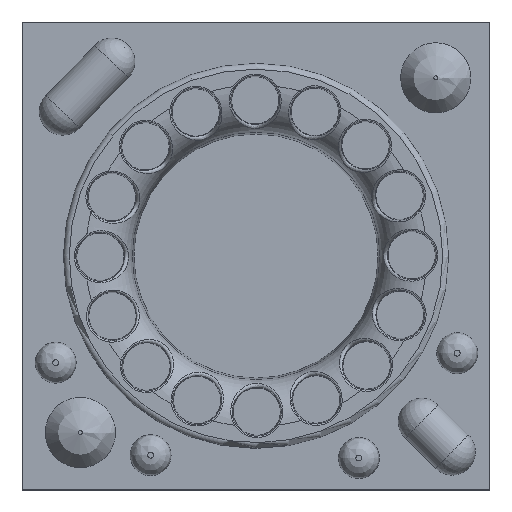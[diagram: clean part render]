
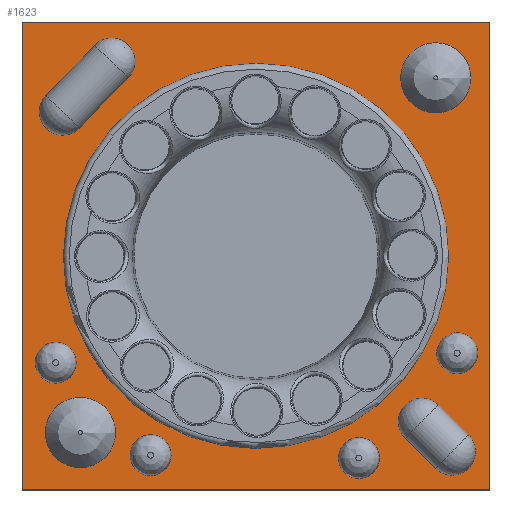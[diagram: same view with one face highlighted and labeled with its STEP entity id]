
A CAD part, top view. The second image highlights one B-rep face of the part: STEP entity #1623.
In plain terms, the highlighted planar face has unit normal (0, 0, 1).
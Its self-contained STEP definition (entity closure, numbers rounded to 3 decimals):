
#35=FACE_BOUND('',#362,.T.);
#36=FACE_BOUND('',#363,.T.);
#37=FACE_BOUND('',#364,.T.);
#38=FACE_BOUND('',#365,.T.);
#39=FACE_BOUND('',#366,.T.);
#40=FACE_BOUND('',#367,.T.);
#41=FACE_BOUND('',#368,.T.);
#42=FACE_BOUND('',#369,.T.);
#43=FACE_BOUND('',#370,.T.);
#67=PLANE('',#1880);
#261=FACE_OUTER_BOUND('',#361,.T.);
#361=EDGE_LOOP('',(#1480,#1481,#1482,#1483));
#362=EDGE_LOOP('',(#1484));
#363=EDGE_LOOP('',(#1485,#1486,#1487,#1488,#1489));
#364=EDGE_LOOP('',(#1490,#1491,#1492,#1493,#1494));
#365=EDGE_LOOP('',(#1495));
#366=EDGE_LOOP('',(#1496,#1497));
#367=EDGE_LOOP('',(#1498));
#368=EDGE_LOOP('',(#1499,#1500));
#369=EDGE_LOOP('',(#1501));
#370=EDGE_LOOP('',(#1502,#1503));
#399=LINE('',#6008,#437);
#400=LINE('',#6013,#438);
#401=LINE('',#6027,#439);
#402=LINE('',#6030,#440);
#403=LINE('',#6042,#441);
#404=LINE('',#6044,#442);
#405=LINE('',#6046,#443);
#406=LINE('',#6047,#444);
#437=VECTOR('',#2351,10.);
#438=VECTOR('',#2356,10.);
#439=VECTOR('',#2373,10.);
#440=VECTOR('',#2376,10.);
#441=VECTOR('',#2391,10.);
#442=VECTOR('',#2392,10.);
#443=VECTOR('',#2393,10.);
#444=VECTOR('',#2394,10.);
#578=CIRCLE('',#1808,32.926);
#579=CIRCLE('',#1809,32.926);
#582=CIRCLE('',#1828,6.);
#583=CIRCLE('',#1829,6.);
#586=CIRCLE('',#1833,6.);
#587=CIRCLE('',#1834,6.);
#591=CIRCLE('',#1840,3.5);
#595=CIRCLE('',#1846,3.5);
#599=CIRCLE('',#1852,3.5);
#603=CIRCLE('',#1858,3.5);
#608=CIRCLE('',#1866,4.);
#609=CIRCLE('',#1868,4.);
#611=CIRCLE('',#1870,4.);
#614=CIRCLE('',#1875,4.);
#615=CIRCLE('',#1877,4.);
#617=CIRCLE('',#1879,4.);
#739=VERTEX_POINT('',#5762);
#740=VERTEX_POINT('',#5764);
#742=VERTEX_POINT('',#5812);
#743=VERTEX_POINT('',#5814);
#745=VERTEX_POINT('',#5847);
#746=VERTEX_POINT('',#5849);
#749=VERTEX_POINT('',#5886);
#752=VERTEX_POINT('',#5923);
#755=VERTEX_POINT('',#5960);
#758=VERTEX_POINT('',#5997);
#759=VERTEX_POINT('',#6002);
#761=VERTEX_POINT('',#6005);
#762=VERTEX_POINT('',#6007);
#764=VERTEX_POINT('',#6011);
#765=VERTEX_POINT('',#6017);
#767=VERTEX_POINT('',#6023);
#768=VERTEX_POINT('',#6024);
#769=VERTEX_POINT('',#6026);
#770=VERTEX_POINT('',#6028);
#771=VERTEX_POINT('',#6034);
#773=VERTEX_POINT('',#6040);
#774=VERTEX_POINT('',#6041);
#775=VERTEX_POINT('',#6043);
#776=VERTEX_POINT('',#6045);
#969=EDGE_CURVE('',#740,#739,#578,.T.);
#970=EDGE_CURVE('',#739,#740,#579,.T.);
#973=EDGE_CURVE('',#743,#742,#582,.T.);
#974=EDGE_CURVE('',#742,#743,#583,.T.);
#977=EDGE_CURVE('',#746,#745,#586,.T.);
#978=EDGE_CURVE('',#745,#746,#587,.T.);
#983=EDGE_CURVE('',#749,#749,#591,.T.);
#988=EDGE_CURVE('',#752,#752,#595,.T.);
#993=EDGE_CURVE('',#755,#755,#599,.T.);
#998=EDGE_CURVE('',#758,#758,#603,.T.);
#1001=EDGE_CURVE('',#762,#761,#399,.T.);
#1004=EDGE_CURVE('',#759,#764,#400,.T.);
#1005=EDGE_CURVE('',#764,#762,#608,.T.);
#1006=EDGE_CURVE('',#765,#759,#609,.T.);
#1008=EDGE_CURVE('',#761,#765,#611,.T.);
#1010=EDGE_CURVE('',#769,#768,#401,.T.);
#1012=EDGE_CURVE('',#767,#770,#402,.T.);
#1013=EDGE_CURVE('',#770,#769,#614,.T.);
#1014=EDGE_CURVE('',#771,#767,#615,.T.);
#1016=EDGE_CURVE('',#768,#771,#617,.T.);
#1017=EDGE_CURVE('',#773,#774,#403,.T.);
#1018=EDGE_CURVE('',#774,#775,#404,.T.);
#1019=EDGE_CURVE('',#775,#776,#405,.T.);
#1020=EDGE_CURVE('',#776,#773,#406,.T.);
#1480=ORIENTED_EDGE('',*,*,#1017,.T.);
#1481=ORIENTED_EDGE('',*,*,#1018,.T.);
#1482=ORIENTED_EDGE('',*,*,#1019,.T.);
#1483=ORIENTED_EDGE('',*,*,#1020,.T.);
#1484=ORIENTED_EDGE('',*,*,#983,.T.);
#1485=ORIENTED_EDGE('',*,*,#1004,.T.);
#1486=ORIENTED_EDGE('',*,*,#1005,.T.);
#1487=ORIENTED_EDGE('',*,*,#1001,.T.);
#1488=ORIENTED_EDGE('',*,*,#1008,.T.);
#1489=ORIENTED_EDGE('',*,*,#1006,.T.);
#1490=ORIENTED_EDGE('',*,*,#1010,.T.);
#1491=ORIENTED_EDGE('',*,*,#1016,.T.);
#1492=ORIENTED_EDGE('',*,*,#1014,.T.);
#1493=ORIENTED_EDGE('',*,*,#1012,.T.);
#1494=ORIENTED_EDGE('',*,*,#1013,.T.);
#1495=ORIENTED_EDGE('',*,*,#993,.T.);
#1496=ORIENTED_EDGE('',*,*,#977,.T.);
#1497=ORIENTED_EDGE('',*,*,#978,.T.);
#1498=ORIENTED_EDGE('',*,*,#998,.T.);
#1499=ORIENTED_EDGE('',*,*,#973,.T.);
#1500=ORIENTED_EDGE('',*,*,#974,.T.);
#1501=ORIENTED_EDGE('',*,*,#988,.T.);
#1502=ORIENTED_EDGE('',*,*,#969,.T.);
#1503=ORIENTED_EDGE('',*,*,#970,.T.);
#1623=ADVANCED_FACE('',(#261,#35,#36,#37,#38,#39,#40,#41,#42,#43),#67,.T.);
#1808=AXIS2_PLACEMENT_3D('',#5765,#2237,#2238);
#1809=AXIS2_PLACEMENT_3D('',#5766,#2239,#2240);
#1828=AXIS2_PLACEMENT_3D('',#5815,#2277,#2278);
#1829=AXIS2_PLACEMENT_3D('',#5816,#2279,#2280);
#1833=AXIS2_PLACEMENT_3D('',#5850,#2287,#2288);
#1834=AXIS2_PLACEMENT_3D('',#5851,#2289,#2290);
#1840=AXIS2_PLACEMENT_3D('',#5888,#2302,#2303);
#1846=AXIS2_PLACEMENT_3D('',#5925,#2315,#2316);
#1852=AXIS2_PLACEMENT_3D('',#5962,#2328,#2329);
#1858=AXIS2_PLACEMENT_3D('',#5999,#2341,#2342);
#1866=AXIS2_PLACEMENT_3D('',#6015,#2359,#2360);
#1868=AXIS2_PLACEMENT_3D('',#6018,#2363,#2364);
#1870=AXIS2_PLACEMENT_3D('',#6021,#2367,#2368);
#1875=AXIS2_PLACEMENT_3D('',#6032,#2379,#2380);
#1877=AXIS2_PLACEMENT_3D('',#6035,#2383,#2384);
#1879=AXIS2_PLACEMENT_3D('',#6038,#2387,#2388);
#1880=AXIS2_PLACEMENT_3D('',#6039,#2389,#2390);
#2237=DIRECTION('center_axis',(0.,0.,
-1.));
#2238=DIRECTION('ref_axis',(1.,0.,0.));
#2239=DIRECTION('center_axis',(0.,0.,
-1.));
#2240=DIRECTION('ref_axis',(1.,0.,0.));
#2277=DIRECTION('center_axis',(0.,0.,-1.));
#2278=DIRECTION('ref_axis',(1.,0.,0.));
#2279=DIRECTION('center_axis',(0.,0.,-1.));
#2280=DIRECTION('ref_axis',(1.,0.,0.));
#2287=DIRECTION('center_axis',(0.,0.,-1.));
#2288=DIRECTION('ref_axis',(1.,0.,0.));
#2289=DIRECTION('center_axis',(0.,0.,-1.));
#2290=DIRECTION('ref_axis',(1.,0.,0.));
#2302=DIRECTION('center_axis',(0.,0.,-1.));
#2303=DIRECTION('ref_axis',(1.,0.,0.));
#2315=DIRECTION('center_axis',(0.,0.,-1.));
#2316=DIRECTION('ref_axis',(1.,0.,0.));
#2328=DIRECTION('center_axis',(0.,0.,-1.));
#2329=DIRECTION('ref_axis',(1.,0.,0.));
#2341=DIRECTION('center_axis',(0.,0.,-1.));
#2342=DIRECTION('ref_axis',(1.,0.,0.));
#2351=DIRECTION('',(0.711,-0.704,0.));
#2356=DIRECTION('',(-0.711,0.704,0.));
#2359=DIRECTION('center_axis',(0.,0.,-1.));
#2360=DIRECTION('ref_axis',(0.704,0.711,0.));
#2363=DIRECTION('center_axis',(0.,0.,-1.));
#2364=DIRECTION('ref_axis',(-0.704,-0.711,0.));
#2367=DIRECTION('center_axis',(0.,0.,-1.));
#2368=DIRECTION('ref_axis',(-0.704,-0.711,0.));
#2373=DIRECTION('',(0.697,0.717,0.));
#2376=DIRECTION('',(-0.697,-0.717,0.));
#2379=DIRECTION('center_axis',(0.,0.,-1.));
#2380=DIRECTION('ref_axis',(-0.717,0.697,0.));
#2383=DIRECTION('center_axis',(0.,0.,-1.));
#2384=DIRECTION('ref_axis',(0.717,-0.697,0.));
#2387=DIRECTION('center_axis',(0.,0.,-1.));
#2388=DIRECTION('ref_axis',(0.717,-0.697,0.));
#2389=DIRECTION('center_axis',(0.,0.,1.));
#2390=DIRECTION('ref_axis',(1.,0.,0.));
#2391=DIRECTION('',(1.,0.,0.));
#2392=DIRECTION('',(0.,1.,0.));
#2393=DIRECTION('',(-1.,0.,0.));
#2394=DIRECTION('',(0.,-1.,0.));
#5762=CARTESIAN_POINT('',(-32.964,18.952,12.495));
#5764=CARTESIAN_POINT('',(-5.936,-13.441,12.495));
#5765=CARTESIAN_POINT('Origin',(-0.038,18.952,12.495));
#5766=CARTESIAN_POINT('Origin',(-0.038,18.952,12.495));
#5812=CARTESIAN_POINT('',(36.701,49.392,12.495));
#5814=CARTESIAN_POINT('',(24.701,49.392,12.495));
#5815=CARTESIAN_POINT('Origin',(30.701,49.392,12.495));
#5816=CARTESIAN_POINT('Origin',(30.701,49.392,12.495));
#5847=CARTESIAN_POINT('',(-24.072,-11.257,12.495));
#5849=CARTESIAN_POINT('',(-36.072,-11.257,12.495));
#5850=CARTESIAN_POINT('Origin',(-30.072,-11.257,12.495));
#5851=CARTESIAN_POINT('Origin',(-30.072,-11.257,12.495));
#5886=CARTESIAN_POINT('',(-37.784,0.688,12.495));
#5888=CARTESIAN_POINT('Origin',(-34.284,0.688,12.495));
#5923=CARTESIAN_POINT('',(-21.569,-15.123,12.495));
#5925=CARTESIAN_POINT('Origin',(-18.069,-15.123,12.495));
#5960=CARTESIAN_POINT('',(14.05,-15.62,12.495));
#5962=CARTESIAN_POINT('Origin',(17.55,-15.62,12.495));
#5997=CARTESIAN_POINT('',(30.875,2.306,12.495));
#5999=CARTESIAN_POINT('Origin',(34.375,2.306,12.495));
#6002=CARTESIAN_POINT('',(30.673,-17.378,12.495));
#6005=CARTESIAN_POINT('',(36.301,-11.692,12.495));
#6007=CARTESIAN_POINT('',(31.104,-6.547,12.495));
#6008=CARTESIAN_POINT('',(19.464,4.976,12.495));
#6011=CARTESIAN_POINT('',(25.476,-12.233,12.495));
#6013=CARTESIAN_POINT('',(11.238,1.863,12.495));
#6015=CARTESIAN_POINT('Origin',(28.29,-9.39,12.495));
#6017=CARTESIAN_POINT('',(37.065,-12.746,12.495));
#6018=CARTESIAN_POINT('Origin',(33.487,-14.535,12.495));
#6021=CARTESIAN_POINT('Origin',(33.487,-14.535,12.495));
#6023=CARTESIAN_POINT('',(-21.881,49.408,12.495));
#6024=CARTESIAN_POINT('',(-27.62,54.982,12.495));
#6026=CARTESIAN_POINT('',(-35.959,46.397,12.495));
#6027=CARTESIAN_POINT('',(-29.928,52.606,12.495));
#6028=CARTESIAN_POINT('',(-30.221,40.823,12.495));
#6030=CARTESIAN_POINT('',(-28.359,42.739,12.495));
#6032=CARTESIAN_POINT('Origin',(-33.09,43.61,12.495));
#6034=CARTESIAN_POINT('',(-21.173,53.984,12.495));
#6035=CARTESIAN_POINT('Origin',(-24.75,52.195,12.495));
#6038=CARTESIAN_POINT('Origin',(-24.75,52.195,12.495));
#6039=CARTESIAN_POINT('Origin',(-0.038,18.952,12.495));
#6040=CARTESIAN_POINT('',(-40.038,-21.048,12.495));
#6041=CARTESIAN_POINT('',(39.962,-21.048,12.495));
#6042=CARTESIAN_POINT('',(-20.038,-21.048,12.495));
#6043=CARTESIAN_POINT('',(39.962,58.952,12.495));
#6044=CARTESIAN_POINT('',(39.962,-1.048,12.495));
#6045=CARTESIAN_POINT('',(-40.038,58.952,12.495));
#6046=CARTESIAN_POINT('',(19.962,58.952,12.495));
#6047=CARTESIAN_POINT('',(-40.038,38.952,12.495));
